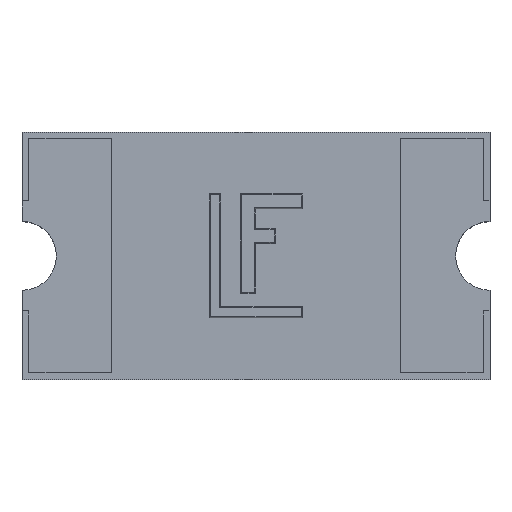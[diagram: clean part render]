
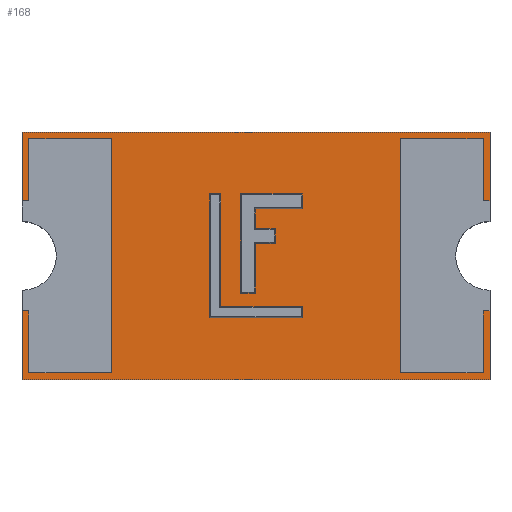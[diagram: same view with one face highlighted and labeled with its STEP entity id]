
A CAD part, top view. The second image highlights one B-rep face of the part: STEP entity #168.
In plain terms, the highlighted planar face has unit normal (0, 0, 1).
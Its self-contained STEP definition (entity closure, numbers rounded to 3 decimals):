
#168=ADVANCED_FACE('',(#1776),#1778,.T.);
#1776=FACE_BOUND('',#1777,.T.);
#1777=EDGE_LOOP('',(#3023,#3024,#3025,#3026,#3027,#3028,#3029,#3030));
#1778=PLANE('',#1779);
#1779=AXIS2_PLACEMENT_3D('',#1780,#1781,#1782);
#1780=CARTESIAN_POINT('',(0.,0.,0.95));
#1781=DIRECTION('',(0.,0.,1.));
#1782=DIRECTION('',(1.,0.,0.));
#3023=ORIENTED_EDGE('',*,*,#3988,.T.);
#3024=ORIENTED_EDGE('',*,*,#3989,.T.);
#3025=ORIENTED_EDGE('',*,*,#3990,.T.);
#3026=ORIENTED_EDGE('',*,*,#3979,.T.);
#3027=ORIENTED_EDGE('',*,*,#3987,.T.);
#3028=ORIENTED_EDGE('',*,*,#3991,.T.);
#3029=ORIENTED_EDGE('',*,*,#3992,.T.);
#3030=ORIENTED_EDGE('',*,*,#3993,.T.);
#3979=EDGE_CURVE('',#4470,#4468,#4471,.T.);
#3987=EDGE_CURVE('',#4468,#4482,#4484,.T.);
#3988=EDGE_CURVE('',#4485,#4486,#4487,.T.);
#3989=EDGE_CURVE('',#4486,#4488,#4489,.T.);
#3990=EDGE_CURVE('',#4488,#4470,#4490,.T.);
#3991=EDGE_CURVE('',#4482,#4491,#4492,.T.);
#3992=EDGE_CURVE('',#4491,#4493,#4494,.T.);
#3993=EDGE_CURVE('',#4493,#4485,#4495,.T.);
#4468=VERTEX_POINT('',#5295);
#4470=VERTEX_POINT('',#5299);
#4471=CIRCLE('',#5300,0.3);
#4482=VERTEX_POINT('',#5327);
#4484=LINE('',#5331,#5332);
#4485=VERTEX_POINT('',#5334);
#4486=VERTEX_POINT('',#5335);
#4487=LINE('',#5336,#5337);
#4488=VERTEX_POINT('',#5339);
#4489=LINE('',#5340,#5341);
#4490=LINE('',#5343,#5344);
#4491=VERTEX_POINT('',#5346);
#4492=LINE('',#5347,#5348);
#4493=VERTEX_POINT('',#5350);
#4494=LINE('',#5351,#5352);
#4495=CIRCLE('',#5354,0.3);
#5295=CARTESIAN_POINT('',(-1.7,-0.3,0.95));
#5299=CARTESIAN_POINT('',(-1.7,0.3,0.95));
#5300=AXIS2_PLACEMENT_3D('',#5301,#5302,#5303);
#5301=CARTESIAN_POINT('',(-1.7,0.,0.95));
#5302=DIRECTION('',(0.,0.,-1.));
#5303=DIRECTION('',(0.,1.,0.));
#5327=CARTESIAN_POINT('',(-1.7,-0.9,0.95));
#5331=CARTESIAN_POINT('',(-1.7,-0.3,0.95));
#5332=VECTOR('',#5333,1.);
#5333=DIRECTION('',(0.,-1.,0.));
#5334=CARTESIAN_POINT('',(1.7,0.3,0.95));
#5335=CARTESIAN_POINT('',(1.7,0.9,0.95));
#5336=CARTESIAN_POINT('',(1.7,0.3,0.95));
#5337=VECTOR('',#5338,1.);
#5338=DIRECTION('',(0.,1.,0.));
#5339=CARTESIAN_POINT('',(-1.7,0.9,0.95));
#5340=CARTESIAN_POINT('',(1.7,0.9,0.95));
#5341=VECTOR('',#5342,1.);
#5342=DIRECTION('',(-1.,0.,0.));
#5343=CARTESIAN_POINT('',(-1.7,0.9,0.95));
#5344=VECTOR('',#5345,1.);
#5345=DIRECTION('',(0.,-1.,0.));
#5346=CARTESIAN_POINT('',(1.7,-0.9,0.95));
#5347=CARTESIAN_POINT('',(-1.7,-0.9,0.95));
#5348=VECTOR('',#5349,1.);
#5349=DIRECTION('',(1.,0.,0.));
#5350=CARTESIAN_POINT('',(1.7,-0.3,0.95));
#5351=CARTESIAN_POINT('',(1.7,-0.9,0.95));
#5352=VECTOR('',#5353,1.);
#5353=DIRECTION('',(0.,1.,0.));
#5354=AXIS2_PLACEMENT_3D('',#5355,#5356,#5357);
#5355=CARTESIAN_POINT('',(1.7,0.,0.95));
#5356=DIRECTION('',(0.,0.,-1.));
#5357=DIRECTION('',(0.,-1.,0.));
